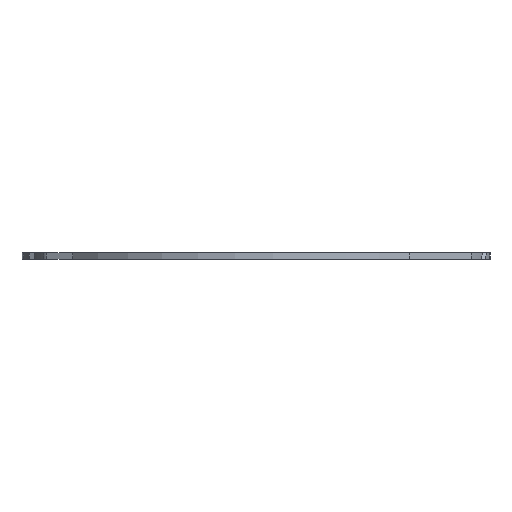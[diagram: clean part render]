
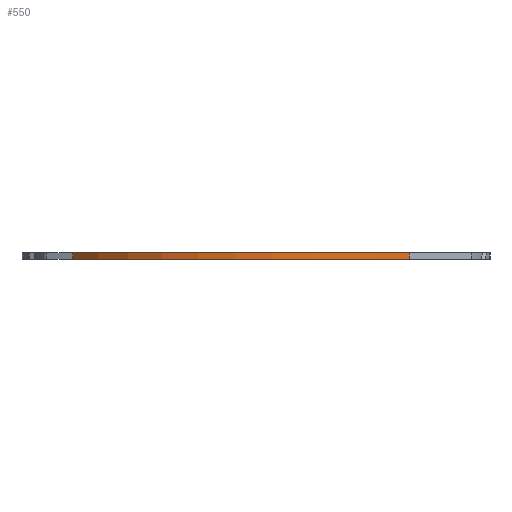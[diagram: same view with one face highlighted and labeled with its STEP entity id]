
A CAD part, front view. The second image highlights one B-rep face of the part: STEP entity #550.
In plain terms, the highlighted cylindrical face has radius 335 mm (diameter 670 mm), a partial arc.
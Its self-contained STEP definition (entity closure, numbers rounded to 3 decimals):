
#29 = CARTESIAN_POINT ( 'NONE',  ( 0., 0., 10. ) ) ;
#30 = DIRECTION ( 'NONE',  ( 0., 0., 1. ) ) ;
#31 = DIRECTION ( 'NONE',  ( 1., 0., 0. ) ) ;
#103 = CARTESIAN_POINT ( 'NONE',  ( 223.394, -249.64, 0. ) ) ;
#126 = CARTESIAN_POINT ( 'NONE',  ( 223.394, -249.64, 10. ) ) ;
#155 = CARTESIAN_POINT ( 'NONE',  ( -262.13, -208.597, 10. ) ) ;
#205 = ORIENTED_EDGE ( 'NONE', *, *, #641, .F. ) ;
#213 = ORIENTED_EDGE ( 'NONE', *, *, #583, .F. ) ;
#217 = ORIENTED_EDGE ( 'NONE', *, *, #490, .F. ) ;
#224 = ORIENTED_EDGE ( 'NONE', *, *, #615, .T. ) ;
#372 = EDGE_LOOP ( 'NONE', ( #213, #224, #217, #205 ) ) ;
#405 = VERTEX_POINT ( 'NONE', #1246 ) ;
#428 = AXIS2_PLACEMENT_3D ( 'NONE', #1270, #1277, #1275 ) ;
#490 = EDGE_CURVE ( 'NONE', #1603, #1580, #926, .T. ) ;
#550 = ADVANCED_FACE ( 'NONE', ( #979 ), #977, .T. ) ;
#583 = EDGE_CURVE ( 'NONE', #405, #1641, #1010, .T. ) ;
#615 = EDGE_CURVE ( 'NONE', #405, #1580, #1504, .T. ) ;
#641 = EDGE_CURVE ( 'NONE', #1641, #1603, #797, .T. ) ;
#729 = AXIS2_PLACEMENT_3D ( 'NONE', #1464, #1465, #1466 ) ;
#776 = AXIS2_PLACEMENT_3D ( 'NONE', #29, #30, #31 ) ;
#797 = CIRCLE ( 'NONE', #776, 335. ) ;
#926 = LINE ( 'NONE', #1123, #1554 ) ;
#977 = CYLINDRICAL_SURFACE ( 'NONE', #428, 335. ) ;
#979 = FACE_OUTER_BOUND ( 'NONE', #372, .T. ) ;
#1010 = LINE ( 'NONE', #1395, #1516 ) ;
#1123 = CARTESIAN_POINT ( 'NONE',  ( 223.394, -249.64, 10. ) ) ;
#1126 = DIRECTION ( 'NONE',  ( 0., 0., -1. ) ) ;
#1246 = CARTESIAN_POINT ( 'NONE',  ( -262.13, -208.597, 0. ) ) ;
#1270 = CARTESIAN_POINT ( 'NONE',  ( 0., 0., 10. ) ) ;
#1275 = DIRECTION ( 'NONE',  ( -1., 0., 0. ) ) ;
#1277 = DIRECTION ( 'NONE',  ( 0., 0., -1. ) ) ;
#1395 = CARTESIAN_POINT ( 'NONE',  ( -262.13, -208.597, 10. ) ) ;
#1396 = DIRECTION ( 'NONE',  ( 0., 0., 1. ) ) ;
#1464 = CARTESIAN_POINT ( 'NONE',  ( 0., 0., 0. ) ) ;
#1465 = DIRECTION ( 'NONE',  ( 0., 0., 1. ) ) ;
#1466 = DIRECTION ( 'NONE',  ( 1., 0., 0. ) ) ;
#1504 = CIRCLE ( 'NONE', #729, 335. ) ;
#1516 = VECTOR ( 'NONE', #1396, 1000. ) ;
#1554 = VECTOR ( 'NONE', #1126, 1000. ) ;
#1580 = VERTEX_POINT ( 'NONE', #103 ) ;
#1603 = VERTEX_POINT ( 'NONE', #126 ) ;
#1641 = VERTEX_POINT ( 'NONE', #155 ) ;
